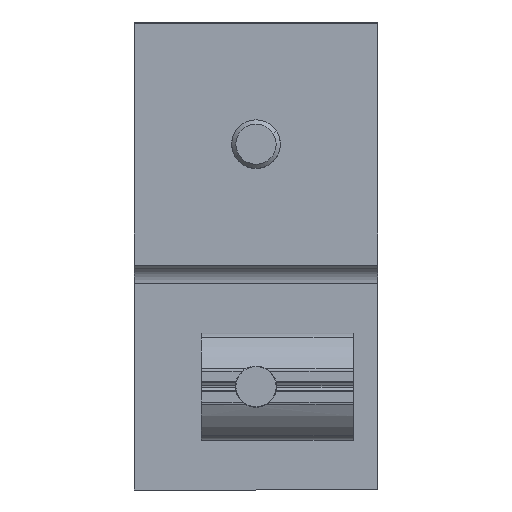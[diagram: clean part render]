
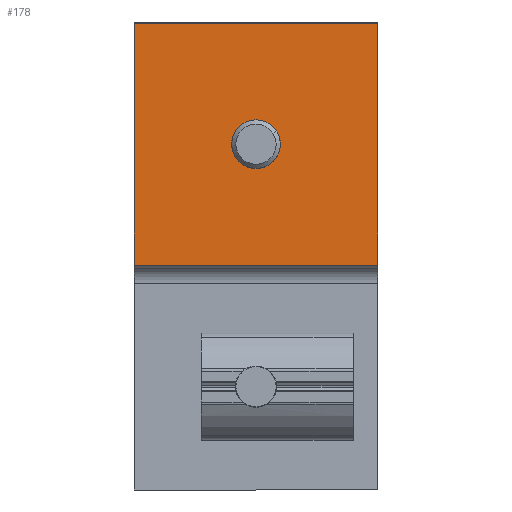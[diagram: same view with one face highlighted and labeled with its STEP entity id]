
A CAD part, front view. The second image highlights one B-rep face of the part: STEP entity #178.
In plain terms, the highlighted planar face has unit normal (0, -1, 0).
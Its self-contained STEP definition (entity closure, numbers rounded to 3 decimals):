
#7 = LINE ( 'NONE', #4951, #256 ) ;
#125 = DIRECTION ( 'NONE',  ( 0., 0., -1. ) ) ;
#178 = ADVANCED_FACE ( 'NONE', ( #3397, #657 ), #4149, .T. ) ;
#256 = VECTOR ( 'NONE', #5344, 1000. ) ;
#260 = EDGE_CURVE ( 'NONE', #3567, #5607, #7, .T. ) ;
#470 = CARTESIAN_POINT ( 'NONE',  ( 20., -27.55, 19.9 ) ) ;
#545 = VECTOR ( 'NONE', #4797, 1000. ) ;
#657 = FACE_BOUND ( 'NONE', #3736, .T. ) ;
#745 = CARTESIAN_POINT ( 'NONE',  ( 0., -27.55, 19.9 ) ) ;
#751 = CARTESIAN_POINT ( 'NONE',  ( 0., -27.55, 19.9 ) ) ;
#899 = DIRECTION ( 'NONE',  ( 0., 0., -1. ) ) ;
#909 = DIRECTION ( 'NONE',  ( 0., 0., 1. ) ) ;
#946 = ORIENTED_EDGE ( 'NONE', *, *, #3103, .T. ) ;
#1297 = EDGE_CURVE ( 'NONE', #5388, #3637, #5188, .T. ) ;
#1356 = ORIENTED_EDGE ( 'NONE', *, *, #260, .T. ) ;
#1637 = CARTESIAN_POINT ( 'NONE',  ( 0., -27.55, 0. ) ) ;
#1703 = DIRECTION ( 'NONE',  ( 0., 0., -1. ) ) ;
#1769 = VECTOR ( 'NONE', #909, 1000. ) ;
#1897 = CARTESIAN_POINT ( 'NONE',  ( -20., -27.55, 0. ) ) ;
#2068 = AXIS2_PLACEMENT_3D ( 'NONE', #2186, #4961, #899 ) ;
#2091 = DIRECTION ( 'NONE',  ( 1., 0., 0. ) ) ;
#2110 = CARTESIAN_POINT ( 'NONE',  ( -20., -27.55, 39.8 ) ) ;
#2157 = CIRCLE ( 'NONE', #2068, 4. ) ;
#2186 = CARTESIAN_POINT ( 'NONE',  ( 0., -27.55, 19.9 ) ) ;
#2384 = EDGE_CURVE ( 'NONE', #4394, #3198, #3987, .T. ) ;
#2422 = AXIS2_PLACEMENT_3D ( 'NONE', #3827, #5042, #125 ) ;
#2527 = EDGE_CURVE ( 'NONE', #5607, #5388, #5281, .T. ) ;
#2748 = ORIENTED_EDGE ( 'NONE', *, *, #2527, .T. ) ;
#2853 = EDGE_CURVE ( 'NONE', #3198, #5331, #2157, .T. ) ;
#2945 = CARTESIAN_POINT ( 'NONE',  ( 4., -27.55, 19.9 ) ) ;
#3083 = DIRECTION ( 'NONE',  ( 0., 0., -1. ) ) ;
#3103 = EDGE_CURVE ( 'NONE', #5331, #4394, #3739, .T. ) ;
#3174 = CARTESIAN_POINT ( 'NONE',  ( 20., -27.55, 39.8 ) ) ;
#3198 = VERTEX_POINT ( 'NONE', #2945 ) ;
#3219 = CARTESIAN_POINT ( 'NONE',  ( -4., -27.55, 19.9 ) ) ;
#3397 = FACE_OUTER_BOUND ( 'NONE', #4578, .T. ) ;
#3428 = DIRECTION ( 'NONE',  ( 0., 1., 0. ) ) ;
#3560 = EDGE_CURVE ( 'NONE', #3637, #3567, #3608, .T. ) ;
#3567 = VERTEX_POINT ( 'NONE', #3174 ) ;
#3608 = LINE ( 'NONE', #470, #1769 ) ;
#3637 = VERTEX_POINT ( 'NONE', #5513 ) ;
#3736 = EDGE_LOOP ( 'NONE', ( #4599, #946, #4293 ) ) ;
#3739 = CIRCLE ( 'NONE', #4017, 4. ) ;
#3806 = AXIS2_PLACEMENT_3D ( 'NONE', #751, #3428, #3083 ) ;
#3827 = CARTESIAN_POINT ( 'NONE',  ( 0., -27.55, 19.9 ) ) ;
#3982 = CARTESIAN_POINT ( 'NONE',  ( -20., -27.55, 19.9 ) ) ;
#3987 = CIRCLE ( 'NONE', #3806, 4. ) ;
#4017 = AXIS2_PLACEMENT_3D ( 'NONE', #745, #4762, #1703 ) ;
#4149 = PLANE ( 'NONE',  #2422 ) ;
#4293 = ORIENTED_EDGE ( 'NONE', *, *, #2384, .T. ) ;
#4394 = VERTEX_POINT ( 'NONE', #3219 ) ;
#4472 = ORIENTED_EDGE ( 'NONE', *, *, #3560, .T. ) ;
#4572 = CARTESIAN_POINT ( 'NONE',  ( 0., -27.55, 15.9 ) ) ;
#4578 = EDGE_LOOP ( 'NONE', ( #1356, #2748, #5484, #4472 ) ) ;
#4599 = ORIENTED_EDGE ( 'NONE', *, *, #2853, .T. ) ;
#4762 = DIRECTION ( 'NONE',  ( 0., 1., 0. ) ) ;
#4797 = DIRECTION ( 'NONE',  ( 0., 0., -1. ) ) ;
#4951 = CARTESIAN_POINT ( 'NONE',  ( 0., -27.55, 39.8 ) ) ;
#4961 = DIRECTION ( 'NONE',  ( 0., 1., 0. ) ) ;
#5042 = DIRECTION ( 'NONE',  ( 0., -1., 0. ) ) ;
#5188 = LINE ( 'NONE', #1637, #5570 ) ;
#5281 = LINE ( 'NONE', #3982, #545 ) ;
#5331 = VERTEX_POINT ( 'NONE', #4572 ) ;
#5344 = DIRECTION ( 'NONE',  ( -1., 0., 0. ) ) ;
#5388 = VERTEX_POINT ( 'NONE', #1897 ) ;
#5484 = ORIENTED_EDGE ( 'NONE', *, *, #1297, .T. ) ;
#5513 = CARTESIAN_POINT ( 'NONE',  ( 20., -27.55, 0. ) ) ;
#5570 = VECTOR ( 'NONE', #2091, 1000. ) ;
#5607 = VERTEX_POINT ( 'NONE', #2110 ) ;
